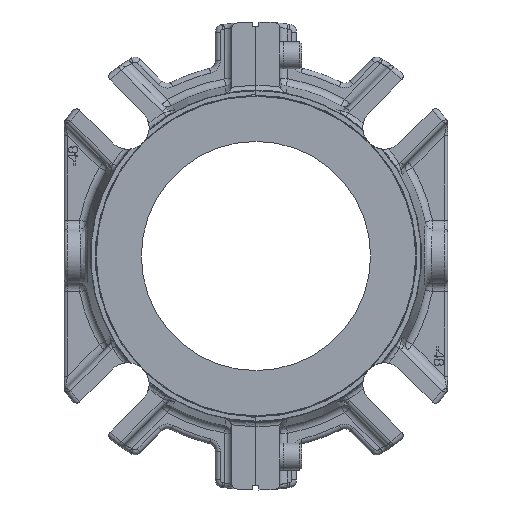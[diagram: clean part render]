
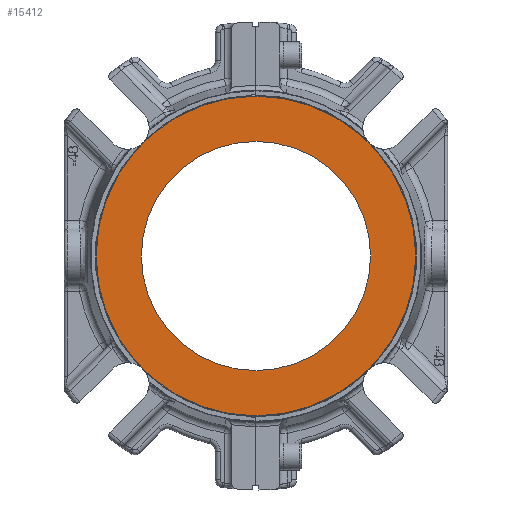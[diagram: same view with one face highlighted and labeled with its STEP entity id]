
A CAD part, front view. The second image highlights one B-rep face of the part: STEP entity #15412.
In plain terms, the highlighted planar face has unit normal (0, -1, 0).
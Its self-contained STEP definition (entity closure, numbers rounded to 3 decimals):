
#880=CIRCLE('',#16507,106.256);
#882=CIRCLE('',#16510,76.2);
#3029=ORIENTED_EDGE('',*,*,#7972,.T.);
#3030=ORIENTED_EDGE('',*,*,#7970,.T.);
#7970=EDGE_CURVE('',#10432,#10432,#880,.T.);
#7972=EDGE_CURVE('',#10433,#10433,#882,.F.);
#10432=VERTEX_POINT('',#24295);
#10433=VERTEX_POINT('',#24299);
#13045=EDGE_LOOP('',(#3029));
#13046=EDGE_LOOP('',(#3030));
#14112=FACE_BOUND('',#13045,.T.);
#14113=FACE_BOUND('',#13046,.T.);
#15143=PLANE('',#16509);
#15412=ADVANCED_FACE('',(#14112,#14113),#15143,.T.);
#16507=AXIS2_PLACEMENT_3D('',#24294,#18833,#18834);
#16509=AXIS2_PLACEMENT_3D('',#24297,#18837,#18838);
#16510=AXIS2_PLACEMENT_3D('',#24298,#18839,#18840);
#18833=DIRECTION('',(0.,-1.,0.));
#18834=DIRECTION('',(0.,0.,-1.));
#18837=DIRECTION('',(0.,-1.,0.));
#18838=DIRECTION('',(0.,0.,-1.));
#18839=DIRECTION('',(0.,-1.,0.));
#18840=DIRECTION('',(1.,0.,0.));
#24294=CARTESIAN_POINT('',(0.,-3.523,0.));
#24295=CARTESIAN_POINT('',(0.,-3.523,-106.256));
#24297=CARTESIAN_POINT('',(0.,-3.523,-93.569));
#24298=CARTESIAN_POINT('',(0.,-3.523,0.));
#24299=CARTESIAN_POINT('',(76.2,-3.523,0.));
